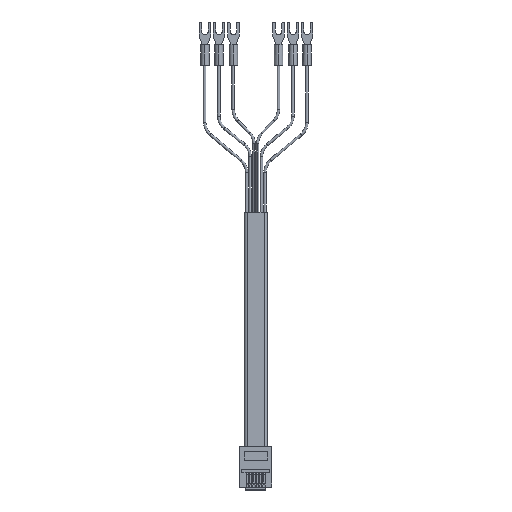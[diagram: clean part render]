
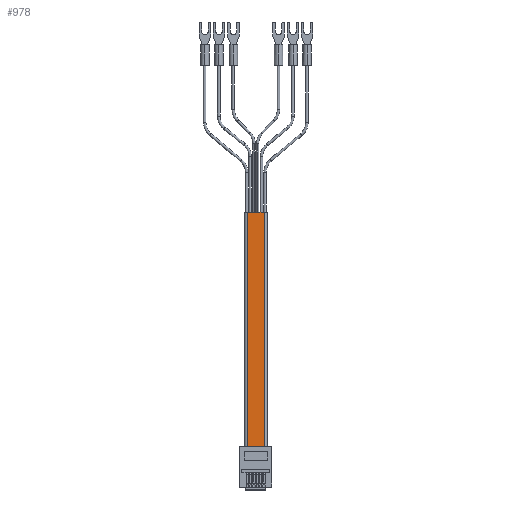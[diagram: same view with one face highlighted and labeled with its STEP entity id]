
A CAD part, top view. The second image highlights one B-rep face of the part: STEP entity #978.
In plain terms, the highlighted planar face has unit normal (0, 0, 1).
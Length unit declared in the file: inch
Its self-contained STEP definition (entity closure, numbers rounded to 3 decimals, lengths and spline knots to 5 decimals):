
#903 = ORIENTED_EDGE ( 'NONE', *, *, #989, .T. ) ;
#976 = EDGE_LOOP ( 'NONE', ( #979, #982, #984, #903 ) ) ;
#978 = ADVANCED_FACE ( 'NONE', ( #5743 ), #5739, .F. ) ;
#979 = ORIENTED_EDGE ( 'NONE', *, *, #980, .T. ) ;
#980 = EDGE_CURVE ( 'NONE', #987, #981, #5732, .T. ) ;
#981 = VERTEX_POINT ( 'NONE', #5728 ) ;
#982 = ORIENTED_EDGE ( 'NONE', *, *, #983, .F. ) ;
#983 = EDGE_CURVE ( 'NONE', #1672, #981, #5664, .T. ) ;
#984 = ORIENTED_EDGE ( 'NONE', *, *, #1671, .F. ) ;
#987 = VERTEX_POINT ( 'NONE', #5655 ) ;
#989 = EDGE_CURVE ( 'NONE', #1777, #987, #5650, .T. ) ;
#1671 = EDGE_CURVE ( 'NONE', #1777, #1672, #6196, .T. ) ;
#1672 = VERTEX_POINT ( 'NONE', #6241 ) ;
#1777 = VERTEX_POINT ( 'NONE', #4031 ) ;
#4031 = CARTESIAN_POINT ( 'NONE',  ( -0.0995, 1.5, 0.0475 ) ) ;
#5647 = DIRECTION ( 'NONE',  ( 0., -1., 0. ) ) ;
#5648 = VECTOR ( 'NONE', #5647, 39.37008 ) ;
#5649 = CARTESIAN_POINT ( 'NONE',  ( -0.0995, 1.5, 0.0475 ) ) ;
#5650 = LINE ( 'NONE', #5649, #5648 ) ;
#5655 = CARTESIAN_POINT ( 'NONE',  ( -0.0995, -1.5, 0.0475 ) ) ;
#5661 = DIRECTION ( 'NONE',  ( 0., -1., 0. ) ) ;
#5662 = VECTOR ( 'NONE', #5661, 39.37008 ) ;
#5663 = CARTESIAN_POINT ( 'NONE',  ( 0.0995, 1.5, 0.0475 ) ) ;
#5664 = LINE ( 'NONE', #5663, #5662 ) ;
#5728 = CARTESIAN_POINT ( 'NONE',  ( 0.0995, -1.5, 0.0475 ) ) ;
#5729 = DIRECTION ( 'NONE',  ( 1., 0., 0. ) ) ;
#5730 = VECTOR ( 'NONE', #5729, 39.37008 ) ;
#5731 = CARTESIAN_POINT ( 'NONE',  ( -0.0995, -1.5, 0.0475 ) ) ;
#5732 = LINE ( 'NONE', #5731, #5730 ) ;
#5733 = DIRECTION ( 'NONE',  ( -1., 0., 0. ) ) ;
#5734 = DIRECTION ( 'NONE',  ( 0., 0., -1. ) ) ;
#5735 = CARTESIAN_POINT ( 'NONE',  ( -0.0995, 1.5, 0.0475 ) ) ;
#5737 = AXIS2_PLACEMENT_3D ( 'NONE', #5735, #5734, #5733 ) ;
#5739 = PLANE ( 'NONE',  #5737 ) ;
#5743 = FACE_OUTER_BOUND ( 'NONE', #976, .T. ) ;
#6195 = CARTESIAN_POINT ( 'NONE',  ( -0.0995, 1.5, 0.0475 ) ) ;
#6196 = LINE ( 'NONE', #6195, #6243 ) ;
#6241 = CARTESIAN_POINT ( 'NONE',  ( 0.0995, 1.5, 0.0475 ) ) ;
#6242 = DIRECTION ( 'NONE',  ( 1., 0., 0. ) ) ;
#6243 = VECTOR ( 'NONE', #6242, 39.37008 ) ;
